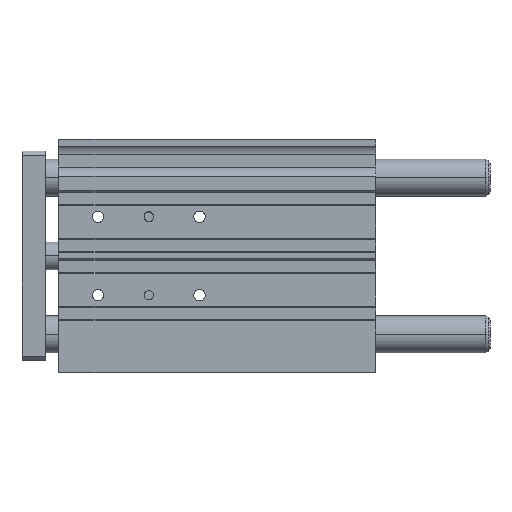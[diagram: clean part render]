
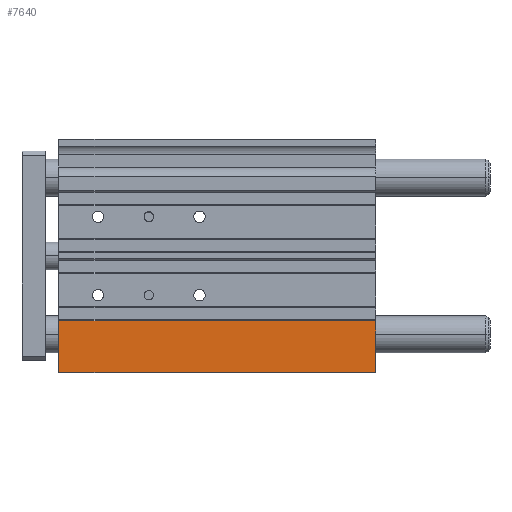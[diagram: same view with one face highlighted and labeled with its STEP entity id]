
A CAD part, top view. The second image highlights one B-rep face of the part: STEP entity #7640.
In plain terms, the highlighted planar face has unit normal (0, 0, 1).
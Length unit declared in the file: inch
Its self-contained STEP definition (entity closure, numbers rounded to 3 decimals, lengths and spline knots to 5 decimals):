
#44 = DIRECTION ( 'NONE',  ( -1., 0., 0. ) ) ;
#68 = VERTEX_POINT ( 'NONE', #2203 ) ;
#625 = DIRECTION ( 'NONE',  ( 0., -1., 0. ) ) ;
#1667 = ORIENTED_EDGE ( 'NONE', *, *, #2943, .F. ) ;
#1718 = EDGE_CURVE ( 'NONE', #9529, #3173, #11740, .T. ) ;
#1820 = DIRECTION ( 'NONE',  ( 0., -1., 0. ) ) ;
#2203 = CARTESIAN_POINT ( 'NONE',  ( 5.41339, -1.98819, 0.82677 ) ) ;
#2308 = LINE ( 'NONE', #9624, #10872 ) ;
#2671 = LINE ( 'NONE', #11113, #5916 ) ;
#2792 = CARTESIAN_POINT ( 'NONE',  ( 5.41339, -1.11024, 0.82677 ) ) ;
#2846 = CARTESIAN_POINT ( 'NONE',  ( 0., -1.11024, 0.82677 ) ) ;
#2851 = DIRECTION ( 'NONE',  ( 0., -1., 0. ) ) ;
#2884 = VECTOR ( 'NONE', #7719, 39.37008 ) ;
#2943 = EDGE_CURVE ( 'NONE', #68, #9773, #3121, .T. ) ;
#3121 = LINE ( 'NONE', #6767, #2884 ) ;
#3173 = VERTEX_POINT ( 'NONE', #2846 ) ;
#3537 = CARTESIAN_POINT ( 'NONE',  ( 5.41339, -1.11024, 0.82677 ) ) ;
#4435 = ORIENTED_EDGE ( 'NONE', *, *, #10303, .F. ) ;
#4908 = ORIENTED_EDGE ( 'NONE', *, *, #1718, .T. ) ;
#4984 = CARTESIAN_POINT ( 'NONE',  ( 5.41339, -1.11024, 0.82677 ) ) ;
#5916 = VECTOR ( 'NONE', #1820, 39.37008 ) ;
#6441 = DIRECTION ( 'NONE',  ( 0., 0., -1. ) ) ;
#6767 = CARTESIAN_POINT ( 'NONE',  ( 5.41339, -1.98819, 0.82677 ) ) ;
#7640 = ADVANCED_FACE ( 'NONE', ( #11006 ), #11122, .F. ) ;
#7719 = DIRECTION ( 'NONE',  ( -1., 0., 0. ) ) ;
#8079 = VECTOR ( 'NONE', #44, 39.37008 ) ;
#8304 = EDGE_LOOP ( 'NONE', ( #9657, #1667, #4435, #4908 ) ) ;
#8892 = CARTESIAN_POINT ( 'NONE',  ( 0., -1.98819, 0.82677 ) ) ;
#9362 = EDGE_CURVE ( 'NONE', #3173, #9773, #2308, .T. ) ;
#9529 = VERTEX_POINT ( 'NONE', #4984 ) ;
#9624 = CARTESIAN_POINT ( 'NONE',  ( 0., -1.11024, 0.82677 ) ) ;
#9657 = ORIENTED_EDGE ( 'NONE', *, *, #9362, .T. ) ;
#9773 = VERTEX_POINT ( 'NONE', #8892 ) ;
#10303 = EDGE_CURVE ( 'NONE', #9529, #68, #2671, .T. ) ;
#10836 = AXIS2_PLACEMENT_3D ( 'NONE', #2792, #6441, #2851 ) ;
#10872 = VECTOR ( 'NONE', #625, 39.37008 ) ;
#11006 = FACE_OUTER_BOUND ( 'NONE', #8304, .T. ) ;
#11113 = CARTESIAN_POINT ( 'NONE',  ( 5.41339, -1.11024, 0.82677 ) ) ;
#11122 = PLANE ( 'NONE',  #10836 ) ;
#11740 = LINE ( 'NONE', #3537, #8079 ) ;
